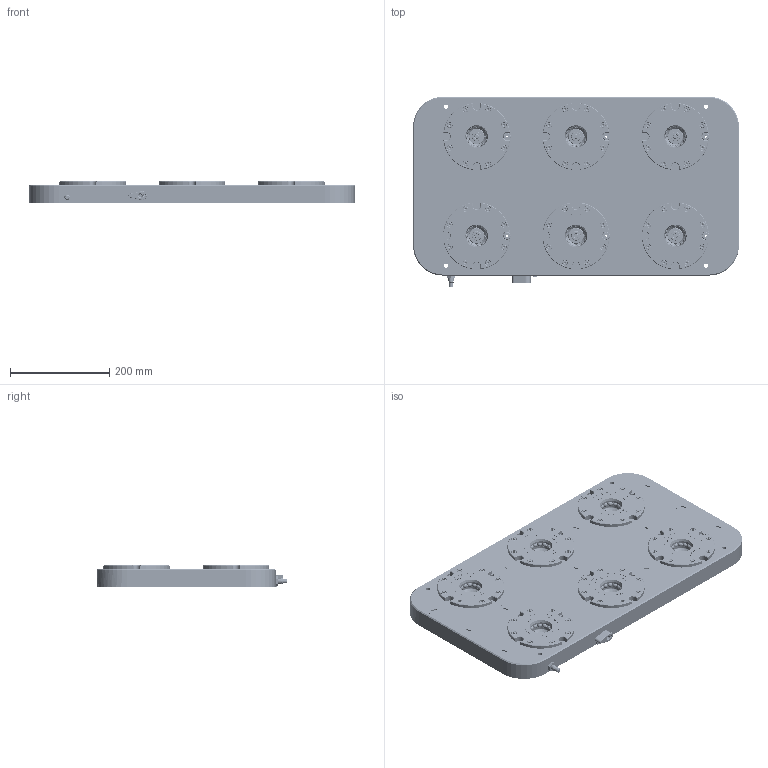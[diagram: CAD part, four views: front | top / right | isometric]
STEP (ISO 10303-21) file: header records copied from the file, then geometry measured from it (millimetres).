
FILE_DESCRIPTION(/* description */ (''),/* implementation_level */ '2;1');
FILE_NAME(/* name */ 'UZV-T-6H-200.stp',/* time_stamp */ '2024-10-21T20:36:24+02:00',/* author */ ('Admin'),/* organization */ (''),/* preprocessor_version */ 'ST-DEVELOPER v20',/* originating_system */ 'Autodesk Inventor 2025',/* authorisation */ '');
FILE_SCHEMA (('CONFIG_CONTROL_DESIGN'));
Products named in the file (8): ZAKLADNA_6H_200_2016-01-00-21-mds; ZAKLADNA_6H_200_2016-01-0059-zaslepeni; KK3P-06E; Rotacni_ventil_2016-01-14; S_ZERO_POINT-2016-01-00-01; ISO 4762 - M6 x 16; CEP_STAVECI_2016-01-60; Zatka_sroubu_M16
Assembly tree (75 placements, depth 2):
  ZAKLADNA_6H_200_2016-01-00-21-mds
    ZAKLADNA_6H_200_2016-01-0059-zaslepeni
    KK3P-06E
    Rotacni_ventil_2016-01-14
    S_ZERO_POINT-2016-01-00-01  x6
    ISO 4762 - M6 x 16  x48
    CEP_STAVECI_2016-01-60  x6
    Zatka_sroubu_M16  x12
Bounding box: 656 x 383.4 x 43 mm (x, y, z)
Volume: 7847525.1 mm3; surface area: 934145 mm2
Topology: 77 solids, 78 shells, 9702 faces, 25662 edges, 16975 vertices
Faces by surface type: plane 4793, bspline 3198, cylinder 1088, cone 408, torus 130, sphere 85
Full cylindrical faces by diameter (mm): 0.8 x24, 2 x36, 2.2 x1, 3 x25, 3.242 x6, 4.134 x24, 4.2 x1, 4.917 x51, 5 x1, 5.2 x1, 5.3 x9, 5.6 x1, 6 x52, 6.4 x48, 7.5 x1, 8.376 x4, 9 x8, 10 x67, 11 x61, 12 x2, 12.917 x1, 14 x1, 15 x12, 15.5 x1, 17 x12, 19 x6, 25 x2, 26 x24, 26.2 x1, 26.917 x12
Entity records: 75223 total; most frequent: CARTESIAN_POINT 26125, ORIENTED_EDGE 10606, DIRECTION 7806, EDGE_CURVE 5303, VERTEX_POINT 3531, LINE 2922, VECTOR 2922, EDGE_LOOP 2474
